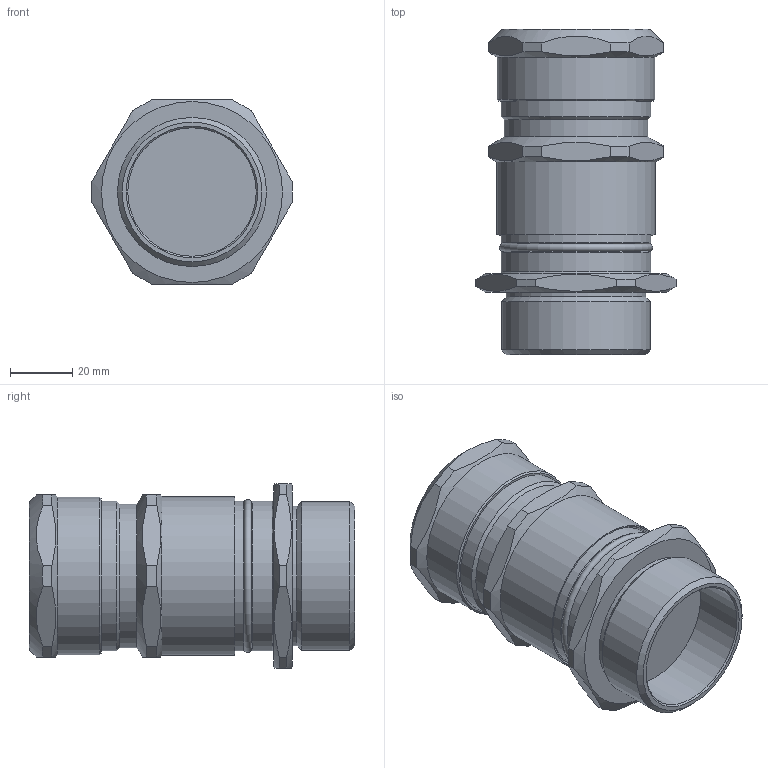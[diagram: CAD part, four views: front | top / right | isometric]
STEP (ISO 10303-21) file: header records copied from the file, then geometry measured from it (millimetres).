
FILE_DESCRIPTION(/* description */ ('ВКБ3-НС-G1 1)2-33-38'),/* implementation_level */ '2;1');
FILE_NAME(/* name */ '',/* time_stamp */ '2025-07-15T10:13:51+07:00',/* author */ ('zeta-86'),/* organization */ (''),/* preprocessor_version */ 'ST-DEVELOPER v19.2',/* originating_system */ 'Autodesk Inventor 2024',/* authorisation */ '');
FILE_SCHEMA (('AUTOMOTIVE_DESIGN { 1 0 10303 214 3 1 1 }'));
Length unit declared in the file: millimetre
Products named in the file (1): zeta34623
Bounding box: 64.13 x 104.3 x 59 mm (x, y, z)
Volume: 183241.6 mm3; surface area: 26546.6 mm2
Topology: 1 solids, 1 shells, 72 faces, 176 edges, 113 vertices
Faces by surface type: plane 45, cone 15, cylinder 10, torus 2
Full cylindrical faces by diameter (mm): 38.5 x1, 41.2 x1, 44.8 x1, 46 x1, 47.8 x1, 48 x3, 50.4 x1, 50.9 x1
Entity records: 2058 total; most frequent: CARTESIAN_POINT 518, ORIENTED_EDGE 352, DIRECTION 281, EDGE_CURVE 176, VERTEX_POINT 113, AXIS2_PLACEMENT_3D 110, EDGE_LOOP 79, FACE_OUTER_BOUND 72
